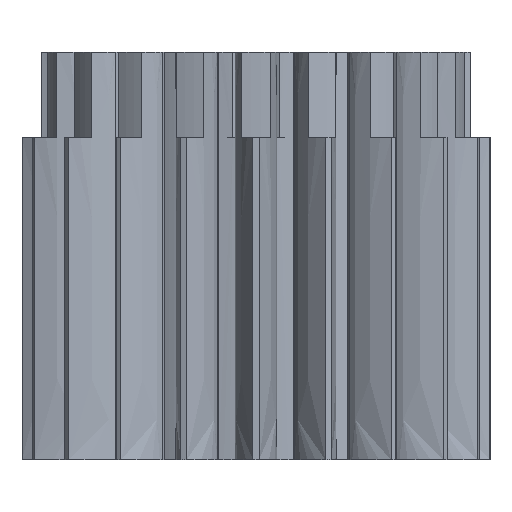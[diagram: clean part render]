
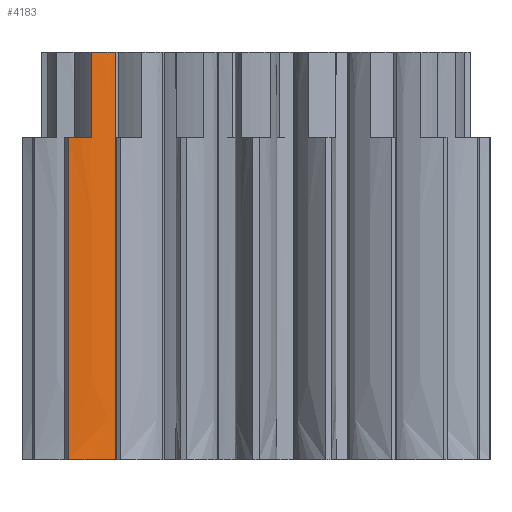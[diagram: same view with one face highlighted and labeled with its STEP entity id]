
A CAD part, left-side view. The second image highlights one B-rep face of the part: STEP entity #4183.
In plain terms, the highlighted free-form (B-spline) face has degree [3, 1] with [10, 2] control points.
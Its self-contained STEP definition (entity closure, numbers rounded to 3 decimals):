
#20=B_SPLINE_SURFACE_WITH_KNOTS('',3,1,((#6825,#6826),(#6827,#6828),(#6829,
#6830),(#6831,#6832),(#6833,#6834),(#6835,#6836),(#6837,#6838),(#6839,#6840),
(#6841,#6842),(#6843,#6844)),.UNSPECIFIED.,.F.,.F.,.F.,(4,3,3,4),(2,2),
(0.008,0.141,0.822,0.987),
(0.,2.6),.UNSPECIFIED.);
#98=B_SPLINE_CURVE_WITH_KNOTS('',3,(#6417,#6418,#6419,#6420,#6421,#6422,
#6423,#6424,#6425,#6426),.UNSPECIFIED.,.F.,.F.,(4,3,3,4),(-0.026,
-0.021,-0.004,0.),.UNSPECIFIED.);
#119=B_SPLINE_CURVE_WITH_KNOTS('',3,(#6848,#6849,#6850,#6851,#6852,#6853,
#6854),.UNSPECIFIED.,.F.,.F.,(4,3,4),(-0.677,-0.141,
-0.008),.UNSPECIFIED.);
#120=B_SPLINE_CURVE_WITH_KNOTS('',3,(#6856,#6857,#6858,#6859),
 .UNSPECIFIED.,.F.,.F.,(4,4),(0.,0.4),.UNSPECIFIED.);
#121=B_SPLINE_CURVE_WITH_KNOTS('',3,(#6860,#6861,#6862,#6863,#6864,#6865,
#6866),.UNSPECIFIED.,.F.,.F.,(4,3,4),(0.,0.067,0.125),
 .UNSPECIFIED.);
#430=FACE_OUTER_BOUND('',#660,.T.);
#660=EDGE_LOOP('',(#3090,#3091,#3092,#3093,#3094,#3095));
#978=LINE('',#6823,#1328);
#979=LINE('',#6846,#1329);
#1328=VECTOR('',#4991,10.);
#1329=VECTOR('',#4994,10.);
#1865=VERTEX_POINT('',#6414);
#1866=VERTEX_POINT('',#6416);
#1921=VERTEX_POINT('',#6822);
#1922=VERTEX_POINT('',#6845);
#1923=VERTEX_POINT('',#6847);
#1924=VERTEX_POINT('',#6855);
#2310=EDGE_CURVE('',#1866,#1865,#98,.T.);
#2383=EDGE_CURVE('',#1866,#1921,#978,.T.);
#2385=EDGE_CURVE('',#1865,#1922,#979,.T.);
#2386=EDGE_CURVE('',#1923,#1922,#119,.T.);
#2387=EDGE_CURVE('',#1924,#1923,#120,.T.);
#2388=EDGE_CURVE('',#1921,#1924,#121,.T.);
#3090=ORIENTED_EDGE('',*,*,#2310,.T.);
#3091=ORIENTED_EDGE('',*,*,#2385,.T.);
#3092=ORIENTED_EDGE('',*,*,#2386,.F.);
#3093=ORIENTED_EDGE('',*,*,#2387,.F.);
#3094=ORIENTED_EDGE('',*,*,#2388,.F.);
#3095=ORIENTED_EDGE('',*,*,#2383,.F.);
#4183=ADVANCED_FACE('',(#430),#20,.F.);
#4991=DIRECTION('',(0.,0.,1.));
#4994=DIRECTION('',(0.,0.,1.));
#6414=CARTESIAN_POINT('',(-288.477,186.529,18.316));
#6416=CARTESIAN_POINT('',(-289.053,188.735,18.316));
#6417=CARTESIAN_POINT('Ctrl Pts',(-289.053,188.735,18.316));
#6418=CARTESIAN_POINT('Ctrl Pts',(-289.05,188.528,18.316));
#6419=CARTESIAN_POINT('Ctrl Pts',(-289.037,188.331,18.316));
#6420=CARTESIAN_POINT('Ctrl Pts',(-289.016,188.145,18.316));
#6421=CARTESIAN_POINT('Ctrl Pts',(-288.928,187.376,18.316));
#6422=CARTESIAN_POINT('Ctrl Pts',(-288.662,186.791,18.316));
#6423=CARTESIAN_POINT('Ctrl Pts',(-288.526,186.594,18.316));
#6424=CARTESIAN_POINT('Ctrl Pts',(-288.5,186.556,18.316));
#6425=CARTESIAN_POINT('Ctrl Pts',(-288.481,186.533,18.316));
#6426=CARTESIAN_POINT('Ctrl Pts',(-288.477,186.529,18.316));
#6822=CARTESIAN_POINT('',(-289.053,188.735,33.316));
#6823=CARTESIAN_POINT('',(-289.053,188.735,11.316));
#6825=CARTESIAN_POINT('Ctrl Pts',(-288.477,186.529,11.316));
#6826=CARTESIAN_POINT('Ctrl Pts',(-288.477,186.529,37.316));
#6827=CARTESIAN_POINT('Ctrl Pts',(-288.481,186.533,11.316));
#6828=CARTESIAN_POINT('Ctrl Pts',(-288.481,186.533,37.316));
#6829=CARTESIAN_POINT('Ctrl Pts',(-288.5,186.556,11.316));
#6830=CARTESIAN_POINT('Ctrl Pts',(-288.5,186.556,37.316));
#6831=CARTESIAN_POINT('Ctrl Pts',(-288.526,186.594,11.316));
#6832=CARTESIAN_POINT('Ctrl Pts',(-288.526,186.594,37.316));
#6833=CARTESIAN_POINT('Ctrl Pts',(-288.662,186.791,11.316));
#6834=CARTESIAN_POINT('Ctrl Pts',(-288.662,186.791,37.316));
#6835=CARTESIAN_POINT('Ctrl Pts',(-288.928,187.376,11.316));
#6836=CARTESIAN_POINT('Ctrl Pts',(-288.928,187.376,37.316));
#6837=CARTESIAN_POINT('Ctrl Pts',(-289.016,188.145,11.316));
#6838=CARTESIAN_POINT('Ctrl Pts',(-289.016,188.145,37.316));
#6839=CARTESIAN_POINT('Ctrl Pts',(-289.037,188.331,11.316));
#6840=CARTESIAN_POINT('Ctrl Pts',(-289.037,188.331,37.316));
#6841=CARTESIAN_POINT('Ctrl Pts',(-289.05,188.528,11.316));
#6842=CARTESIAN_POINT('Ctrl Pts',(-289.05,188.528,37.316));
#6843=CARTESIAN_POINT('Ctrl Pts',(-289.053,188.735,11.316));
#6844=CARTESIAN_POINT('Ctrl Pts',(-289.053,188.735,37.316));
#6845=CARTESIAN_POINT('',(-288.477,186.529,37.316));
#6846=CARTESIAN_POINT('',(-288.477,186.529,11.316));
#6847=CARTESIAN_POINT('',(-288.938,187.679,37.316));
#6848=CARTESIAN_POINT('Ctrl Pts',(-288.938,187.679,37.316));
#6849=CARTESIAN_POINT('Ctrl Pts',(-288.82,187.144,37.316));
#6850=CARTESIAN_POINT('Ctrl Pts',(-288.633,186.749,37.316));
#6851=CARTESIAN_POINT('Ctrl Pts',(-288.526,186.594,37.316));
#6852=CARTESIAN_POINT('Ctrl Pts',(-288.5,186.556,37.316));
#6853=CARTESIAN_POINT('Ctrl Pts',(-288.481,186.533,37.316));
#6854=CARTESIAN_POINT('Ctrl Pts',(-288.477,186.529,37.316));
#6855=CARTESIAN_POINT('',(-288.938,187.679,33.316));
#6856=CARTESIAN_POINT('Ctrl Pts',(-288.938,187.679,33.316));
#6857=CARTESIAN_POINT('Ctrl Pts',(-288.938,187.679,34.649));
#6858=CARTESIAN_POINT('Ctrl Pts',(-288.938,187.679,35.983));
#6859=CARTESIAN_POINT('Ctrl Pts',(-288.938,187.679,37.316));
#6860=CARTESIAN_POINT('Ctrl Pts',(-289.053,188.735,33.316));
#6861=CARTESIAN_POINT('Ctrl Pts',(-289.05,188.528,33.316));
#6862=CARTESIAN_POINT('Ctrl Pts',(-289.037,188.331,33.316));
#6863=CARTESIAN_POINT('Ctrl Pts',(-289.016,188.145,33.316));
#6864=CARTESIAN_POINT('Ctrl Pts',(-288.997,187.981,33.316));
#6865=CARTESIAN_POINT('Ctrl Pts',(-288.97,187.825,33.316));
#6866=CARTESIAN_POINT('Ctrl Pts',(-288.938,187.679,33.316));
